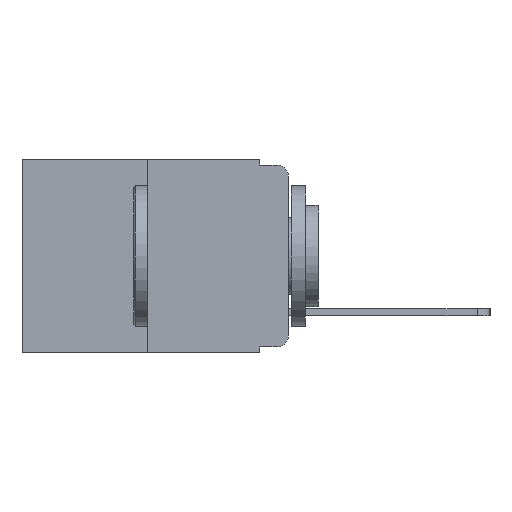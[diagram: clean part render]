
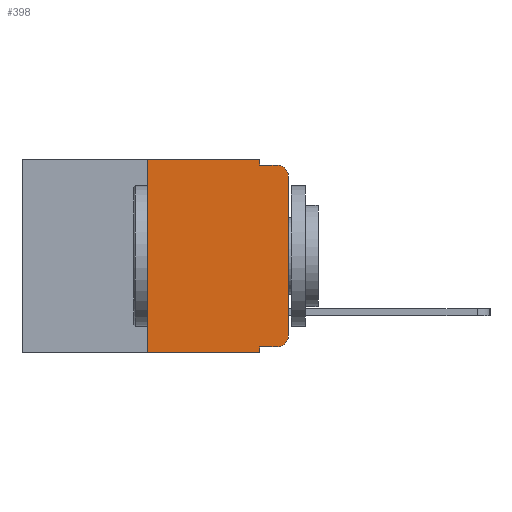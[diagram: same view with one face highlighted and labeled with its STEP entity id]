
A CAD part, left-side view. The second image highlights one B-rep face of the part: STEP entity #398.
In plain terms, the highlighted planar face has unit normal (-1, 0, 0).
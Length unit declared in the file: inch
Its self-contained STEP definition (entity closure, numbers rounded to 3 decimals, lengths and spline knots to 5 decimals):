
#213 = VERTEX_POINT ( 'NONE', #2053 ) ;
#398 = ADVANCED_FACE ( 'NONE', ( #6134 ), #20991, .F. ) ;
#548 = EDGE_CURVE ( 'NONE', #1839, #2069, #16251, .T. ) ;
#1258 = VERTEX_POINT ( 'NONE', #18688 ) ;
#1839 = VERTEX_POINT ( 'NONE', #7425 ) ;
#1920 = CARTESIAN_POINT ( 'NONE',  ( 0., 0.473, -0.343 ) ) ;
#2053 = CARTESIAN_POINT ( 'NONE',  ( 0., 0.02, -0.333 ) ) ;
#2069 = VERTEX_POINT ( 'NONE', #15022 ) ;
#2615 = VERTEX_POINT ( 'NONE', #15686 ) ;
#2822 = AXIS2_PLACEMENT_3D ( 'NONE', #5533, #17118, #7204 ) ;
#3590 = VECTOR ( 'NONE', #7877, 39.37008 ) ;
#3660 = VERTEX_POINT ( 'NONE', #10588 ) ;
#3748 = CARTESIAN_POINT ( 'NONE',  ( 0., 0.051, -0.333 ) ) ;
#3752 = ORIENTED_EDGE ( 'NONE', *, *, #3955, .T. ) ;
#3955 = EDGE_CURVE ( 'NONE', #2615, #2069, #16127, .T. ) ;
#4227 = CARTESIAN_POINT ( 'NONE',  ( 0., 0.473, 0. ) ) ;
#4514 = VECTOR ( 'NONE', #18895, 39.37008 ) ;
#4544 = CARTESIAN_POINT ( 'NONE',  ( 0., 0., 0. ) ) ;
#4632 = LINE ( 'NONE', #14865, #12952 ) ;
#5084 = EDGE_CURVE ( 'NONE', #20097, #2615, #21141, .T. ) ;
#5202 = ORIENTED_EDGE ( 'NONE', *, *, #17669, .F. ) ;
#5341 = DIRECTION ( 'NONE',  ( 0., -1., 0. ) ) ;
#5533 = CARTESIAN_POINT ( 'NONE',  ( 0., 0.02, -0.313 ) ) ;
#5708 = CARTESIAN_POINT ( 'NONE',  ( 0., 0.25, 0. ) ) ;
#6134 = FACE_OUTER_BOUND ( 'NONE', #19996, .T. ) ;
#6261 = ORIENTED_EDGE ( 'NONE', *, *, #20936, .F. ) ;
#6628 = ORIENTED_EDGE ( 'NONE', *, *, #6749, .F. ) ;
#6749 = EDGE_CURVE ( 'NONE', #20586, #1258, #20931, .T. ) ;
#6759 = ORIENTED_EDGE ( 'NONE', *, *, #14375, .T. ) ;
#7204 = DIRECTION ( 'NONE',  ( 0., 0., -1. ) ) ;
#7425 = CARTESIAN_POINT ( 'NONE',  ( 0., 0.051, -0.01 ) ) ;
#7877 = DIRECTION ( 'NONE',  ( 0., 0., -1. ) ) ;
#8015 = CARTESIAN_POINT ( 'NONE',  ( 0., 0., -0.313 ) ) ;
#9296 = VERTEX_POINT ( 'NONE', #12055 ) ;
#9849 = DIRECTION ( 'NONE',  ( 0., 0., -1. ) ) ;
#10111 = VERTEX_POINT ( 'NONE', #19031 ) ;
#10588 = CARTESIAN_POINT ( 'NONE',  ( 0., 0.25, -0.343 ) ) ;
#11485 = CARTESIAN_POINT ( 'NONE',  ( 0., 0.051, -0.01 ) ) ;
#11710 = DIRECTION ( 'NONE',  ( 0., -1., 0. ) ) ;
#11902 = DIRECTION ( 'NONE',  ( 0., -1., 0. ) ) ;
#12055 = CARTESIAN_POINT ( 'NONE',  ( 0., 0.051, -0.343 ) ) ;
#12238 = VECTOR ( 'NONE', #15834, 39.37008 ) ;
#12248 = DIRECTION ( 'NONE',  ( 0., 0., 1. ) ) ;
#12384 = ORIENTED_EDGE ( 'NONE', *, *, #19862, .F. ) ;
#12485 = ORIENTED_EDGE ( 'NONE', *, *, #17940, .T. ) ;
#12952 = VECTOR ( 'NONE', #16549, 39.37008 ) ;
#13110 = ORIENTED_EDGE ( 'NONE', *, *, #548, .F. ) ;
#13337 = LINE ( 'NONE', #5708, #4514 ) ;
#14142 = LINE ( 'NONE', #3748, #17985 ) ;
#14375 = EDGE_CURVE ( 'NONE', #213, #20097, #16047, .T. ) ;
#14865 = CARTESIAN_POINT ( 'NONE',  ( 0., 0.051, 0. ) ) ;
#15022 = CARTESIAN_POINT ( 'NONE',  ( 0., 0.02, -0.01 ) ) ;
#15487 = VECTOR ( 'NONE', #11902, 39.37008 ) ;
#15500 = DIRECTION ( 'NONE',  ( 1., 0., 0. ) ) ;
#15686 = CARTESIAN_POINT ( 'NONE',  ( 0., 0., -0.03 ) ) ;
#15834 = DIRECTION ( 'NONE',  ( 0., -1., 0. ) ) ;
#15846 = DIRECTION ( 'NONE',  ( 0., 0., -1. ) ) ;
#15855 = ORIENTED_EDGE ( 'NONE', *, *, #16608, .T. ) ;
#16047 = CIRCLE ( 'NONE', #2822, 0.02 ) ;
#16127 = CIRCLE ( 'NONE', #19837, 0.02 ) ;
#16251 = LINE ( 'NONE', #11485, #20061 ) ;
#16409 = CARTESIAN_POINT ( 'NONE',  ( 0., 0.473, 0. ) ) ;
#16457 = ORIENTED_EDGE ( 'NONE', *, *, #5084, .T. ) ;
#16549 = DIRECTION ( 'NONE',  ( 0., 0., -1. ) ) ;
#16608 = EDGE_CURVE ( 'NONE', #10111, #213, #14142, .T. ) ;
#16840 = VECTOR ( 'NONE', #12248, 39.37008 ) ;
#17118 = DIRECTION ( 'NONE',  ( -1., 0., 0. ) ) ;
#17669 = EDGE_CURVE ( 'NONE', #10111, #9296, #20592, .T. ) ;
#17782 = CARTESIAN_POINT ( 'NONE',  ( 0., 0.051, 0. ) ) ;
#17854 = AXIS2_PLACEMENT_3D ( 'NONE', #16409, #15500, #15846 ) ;
#17940 = EDGE_CURVE ( 'NONE', #3660, #9296, #19827, .T. ) ;
#17985 = VECTOR ( 'NONE', #5341, 39.37008 ) ;
#18688 = CARTESIAN_POINT ( 'NONE',  ( 0., 0.051, 0. ) ) ;
#18895 = DIRECTION ( 'NONE',  ( 0., 0., 1. ) ) ;
#19031 = CARTESIAN_POINT ( 'NONE',  ( 0., 0.051, -0.333 ) ) ;
#19102 = DIRECTION ( 'NONE',  ( -1., 0., 0. ) ) ;
#19827 = LINE ( 'NONE', #1920, #15487 ) ;
#19837 = AXIS2_PLACEMENT_3D ( 'NONE', #20783, #19102, #9849 ) ;
#19862 = EDGE_CURVE ( 'NONE', #3660, #20586, #13337, .T. ) ;
#19996 = EDGE_LOOP ( 'NONE', ( #16457, #3752, #13110, #6261, #6628, #12384, #12485, #5202, #15855, #6759 ) ) ;
#20061 = VECTOR ( 'NONE', #11710, 39.37008 ) ;
#20097 = VERTEX_POINT ( 'NONE', #8015 ) ;
#20506 = CARTESIAN_POINT ( 'NONE',  ( 0., 0.25, 0. ) ) ;
#20586 = VERTEX_POINT ( 'NONE', #20506 ) ;
#20592 = LINE ( 'NONE', #17782, #3590 ) ;
#20783 = CARTESIAN_POINT ( 'NONE',  ( 0., 0.02, -0.03 ) ) ;
#20931 = LINE ( 'NONE', #4227, #12238 ) ;
#20936 = EDGE_CURVE ( 'NONE', #1258, #1839, #4632, .T. ) ;
#20991 = PLANE ( 'NONE',  #17854 ) ;
#21141 = LINE ( 'NONE', #4544, #16840 ) ;
